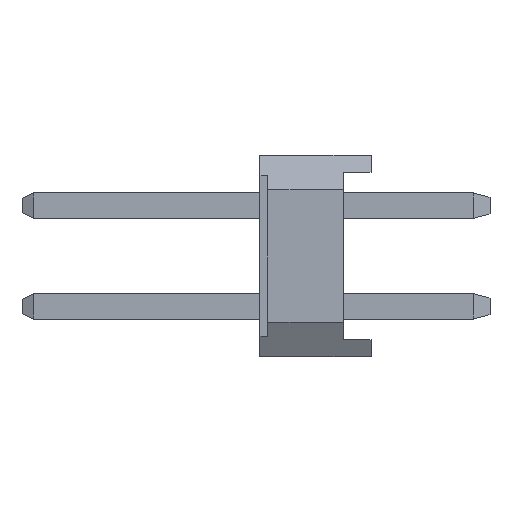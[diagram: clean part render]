
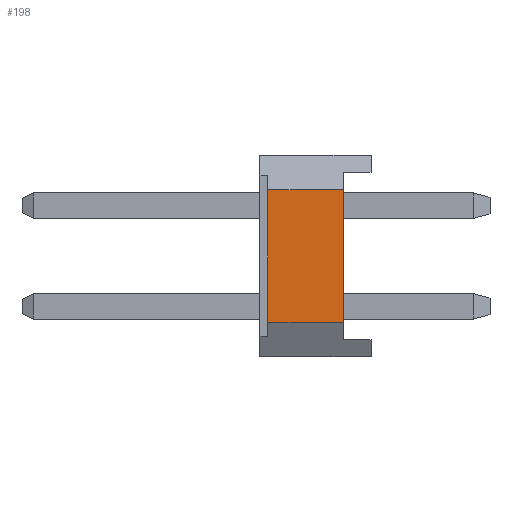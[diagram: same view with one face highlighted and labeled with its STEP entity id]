
A CAD part, left-side view. The second image highlights one B-rep face of the part: STEP entity #198.
In plain terms, the highlighted planar face has unit normal (-1, 0, 0).
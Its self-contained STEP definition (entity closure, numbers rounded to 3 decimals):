
#131 = VERTEX_POINT ( 'NONE', #2980 ) ;
#182 = ORIENTED_EDGE ( 'NONE', *, *, #7534, .T. ) ;
#197 = EDGE_CURVE ( 'NONE', #131, #7510, #3085, .T. ) ;
#198 = ADVANCED_FACE ( 'NONE', ( #3081 ), #3079, .F. ) ;
#199 = EDGE_LOOP ( 'NONE', ( #200, #203, #205, #182 ) ) ;
#200 = ORIENTED_EDGE ( 'NONE', *, *, #201, .F. ) ;
#201 = EDGE_CURVE ( 'NONE', #202, #7582, #3080, .T. ) ;
#202 = VERTEX_POINT ( 'NONE', #3071 ) ;
#203 = ORIENTED_EDGE ( 'NONE', *, *, #204, .F. ) ;
#204 = EDGE_CURVE ( 'NONE', #131, #202, #3070, .T. ) ;
#205 = ORIENTED_EDGE ( 'NONE', *, *, #197, .T. ) ;
#2980 = CARTESIAN_POINT ( 'NONE',  ( -19.05, 2.6, -0.404 ) ) ;
#3067 = DIRECTION ( 'NONE',  ( 0., 0., 1. ) ) ;
#3068 = VECTOR ( 'NONE', #3067, 1000. ) ;
#3069 = CARTESIAN_POINT ( 'NONE',  ( -19.05, 2.6, -1.27 ) ) ;
#3070 = LINE ( 'NONE', #3069, #3068 ) ;
#3071 = CARTESIAN_POINT ( 'NONE',  ( -19.05, 2.6, 2.944 ) ) ;
#3072 = DIRECTION ( 'NONE',  ( 0., -1., 0. ) ) ;
#3073 = VECTOR ( 'NONE', #3072, 1000. ) ;
#3074 = CARTESIAN_POINT ( 'NONE',  ( -19.05, 2.8, 2.944 ) ) ;
#3075 = DIRECTION ( 'NONE',  ( 0., 0., -1. ) ) ;
#3076 = DIRECTION ( 'NONE',  ( 1., 0., 0. ) ) ;
#3077 = CARTESIAN_POINT ( 'NONE',  ( -19.05, 2.8, -0.404 ) ) ;
#3078 = AXIS2_PLACEMENT_3D ( 'NONE', #3077, #3076, #3075 ) ;
#3079 = PLANE ( 'NONE',  #3078 ) ;
#3080 = LINE ( 'NONE', #3074, #3073 ) ;
#3081 = FACE_OUTER_BOUND ( 'NONE', #199, .T. ) ;
#3082 = DIRECTION ( 'NONE',  ( 0., -1., 0. ) ) ;
#3083 = VECTOR ( 'NONE', #3082, 1000. ) ;
#3084 = CARTESIAN_POINT ( 'NONE',  ( -19.05, 2.8, -0.404 ) ) ;
#3085 = LINE ( 'NONE', #3084, #3083 ) ;
#7510 = VERTEX_POINT ( 'NONE', #9373 ) ;
#7534 = EDGE_CURVE ( 'NONE', #7510, #7582, #9400, .T. ) ;
#7582 = VERTEX_POINT ( 'NONE', #9501 ) ;
#9373 = CARTESIAN_POINT ( 'NONE',  ( -19.05, 0.7, -0.404 ) ) ;
#9398 = VECTOR ( 'NONE', #9470, 1000. ) ;
#9399 = CARTESIAN_POINT ( 'NONE',  ( -19.05, 0.7, 3.377 ) ) ;
#9400 = LINE ( 'NONE', #9399, #9398 ) ;
#9470 = DIRECTION ( 'NONE',  ( 0., 0., 1. ) ) ;
#9501 = CARTESIAN_POINT ( 'NONE',  ( -19.05, 0.7, 2.944 ) ) ;
